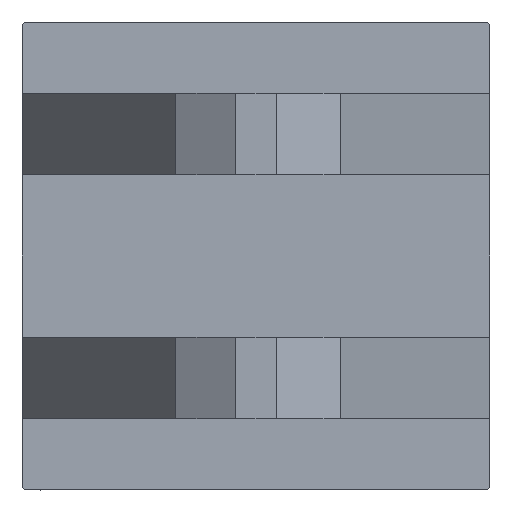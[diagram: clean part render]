
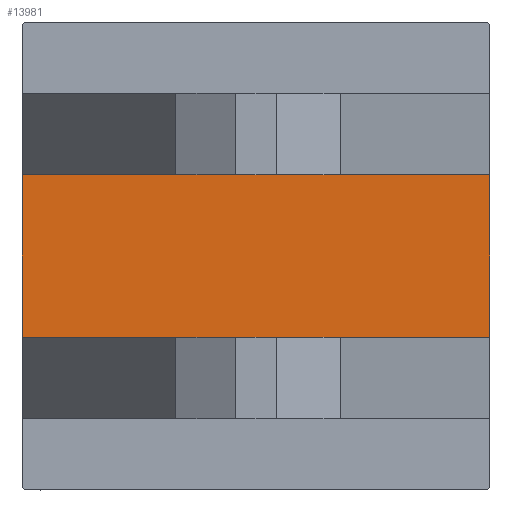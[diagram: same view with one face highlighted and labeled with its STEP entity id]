
A CAD part, left-side view. The second image highlights one B-rep face of the part: STEP entity #13981.
In plain terms, the highlighted planar face has unit normal (-1, 0, 0).
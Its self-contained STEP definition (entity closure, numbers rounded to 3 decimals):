
#4 = EDGE_CURVE ( 'NONE', #7617, #40824, #208, .T. ) ;
#208 = LINE ( 'NONE', #35346, #32360 ) ;
#596 = ORIENTED_EDGE ( 'NONE', *, *, #45177, .T. ) ;
#5465 = CARTESIAN_POINT ( 'NONE',  ( 0., -20., 57.5 ) ) ;
#6787 = FACE_OUTER_BOUND ( 'NONE', #40692, .T. ) ;
#7056 = DIRECTION ( 'NONE',  ( 0., 0., -1. ) ) ;
#7617 = VERTEX_POINT ( 'NONE', #5465 ) ;
#7774 = VECTOR ( 'NONE', #30339, 1000. ) ;
#9161 = CARTESIAN_POINT ( 'NONE',  ( 0., 20., 57.5 ) ) ;
#10701 = LINE ( 'NONE', #44838, #16611 ) ;
#10867 = CARTESIAN_POINT ( 'NONE',  ( 0., 0., 0. ) ) ;
#11427 = LINE ( 'NONE', #43001, #34522 ) ;
#11821 = ORIENTED_EDGE ( 'NONE', *, *, #17786, .T. ) ;
#12190 = DIRECTION ( 'NONE',  ( 0., -1., 0. ) ) ;
#13981 = ADVANCED_FACE ( 'NONE', ( #6787 ), #18511, .T. ) ;
#14824 = LINE ( 'NONE', #30589, #7774 ) ;
#16257 = ORIENTED_EDGE ( 'NONE', *, *, #4, .F. ) ;
#16611 = VECTOR ( 'NONE', #26202, 1000. ) ;
#17238 = AXIS2_PLACEMENT_3D ( 'NONE', #10867, #34038, #49584 ) ;
#17359 = EDGE_CURVE ( 'NONE', #50307, #7617, #11427, .T. ) ;
#17786 = EDGE_CURVE ( 'NONE', #50307, #48132, #14824, .T. ) ;
#18511 = PLANE ( 'NONE',  #17238 ) ;
#20535 = ORIENTED_EDGE ( 'NONE', *, *, #17359, .F. ) ;
#24378 = CARTESIAN_POINT ( 'NONE',  ( 0., -20., -57.5 ) ) ;
#26202 = DIRECTION ( 'NONE',  ( 0., -1., 0. ) ) ;
#30339 = DIRECTION ( 'NONE',  ( 0., 0., -1. ) ) ;
#30589 = CARTESIAN_POINT ( 'NONE',  ( 0., 20., 57.5 ) ) ;
#32360 = VECTOR ( 'NONE', #7056, 1000. ) ;
#34038 = DIRECTION ( 'NONE',  ( -1., 0., 0. ) ) ;
#34522 = VECTOR ( 'NONE', #12190, 1000. ) ;
#35346 = CARTESIAN_POINT ( 'NONE',  ( 0., -20., 57.5 ) ) ;
#39168 = CARTESIAN_POINT ( 'NONE',  ( 0., 20., -57.5 ) ) ;
#40692 = EDGE_LOOP ( 'NONE', ( #596, #16257, #20535, #11821 ) ) ;
#40824 = VERTEX_POINT ( 'NONE', #24378 ) ;
#43001 = CARTESIAN_POINT ( 'NONE',  ( 0., 57.5, 57.5 ) ) ;
#44838 = CARTESIAN_POINT ( 'NONE',  ( 0., 57.5, -57.5 ) ) ;
#45177 = EDGE_CURVE ( 'NONE', #48132, #40824, #10701, .T. ) ;
#48132 = VERTEX_POINT ( 'NONE', #39168 ) ;
#49584 = DIRECTION ( 'NONE',  ( 0., 0., 1. ) ) ;
#50307 = VERTEX_POINT ( 'NONE', #9161 ) ;
